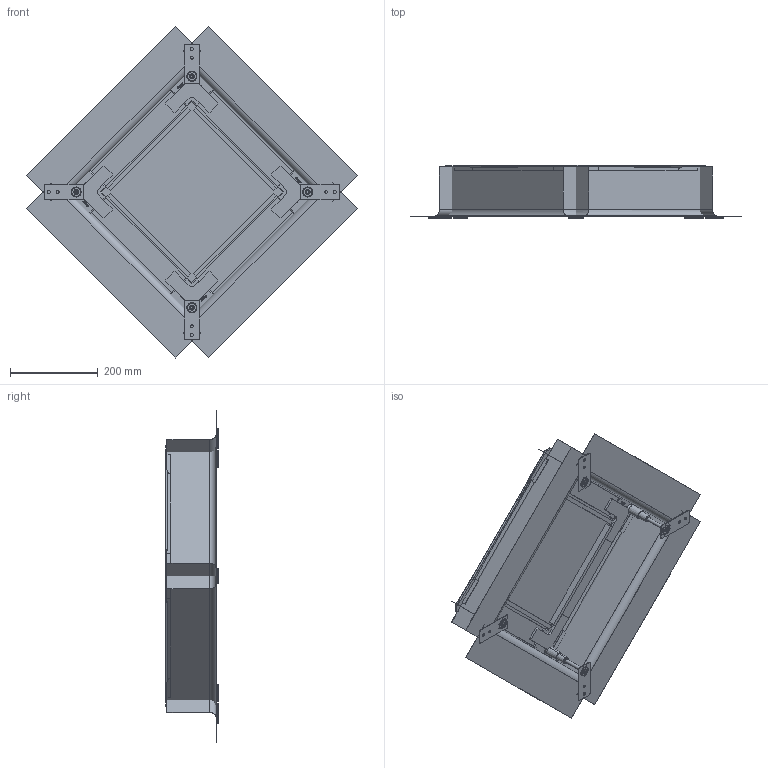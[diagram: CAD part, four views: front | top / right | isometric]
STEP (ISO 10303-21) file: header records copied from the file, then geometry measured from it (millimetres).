
FILE_DESCRIPTION((''),'2;1');
FILE_NAME('U05323KUN_ASM','2022-10-08T21:56:40',('SK00731324'),(''),'CREO PARAMETRIC BY PTC INC, 2020281','CREO PARAMETRIC BY PTC INC, 2020281','');
FILE_SCHEMA(('CONFIG_CONTROL_DESIGN'));
Length unit declared in the file: millimetre
Products named in the file (10): U05347KUN; U05349KUN; U05829KUN_ASM; U09123KUN; U05364KUN; U05354KUN; U05352KUN; U05356KUN; U05342KUN_ASM; U05323KUN_ASM
Assembly tree (24 placements, depth 3):
  U05323KUN_ASM
    U05829KUN_ASM  x4
      U05347KUN
      U05349KUN
    U09123KUN  x4
    U05364KUN  x4
    U05342KUN_ASM
      U05354KUN  x4
      U05352KUN  x4
      U05356KUN
Bounding box: 754.34 x 120 x 754.62 mm (x, y, z)
Volume: 844357.6 mm3; surface area: 1321131.2 mm2
Topology: 25 solids, 29 shells, 930 faces, 2360 edges, 1548 vertices
Faces by surface type: plane 578, cylinder 240, cone 64, extrusion 40, torus 8
Entity records: 7907 total; most frequent: CARTESIAN_POINT 1703, DIRECTION 1291, ORIENTED_EDGE 1194, EDGE_CURVE 599, AXIS2_PLACEMENT_3D 432, VECTOR 427, LINE 417, VERTEX_POINT 393
